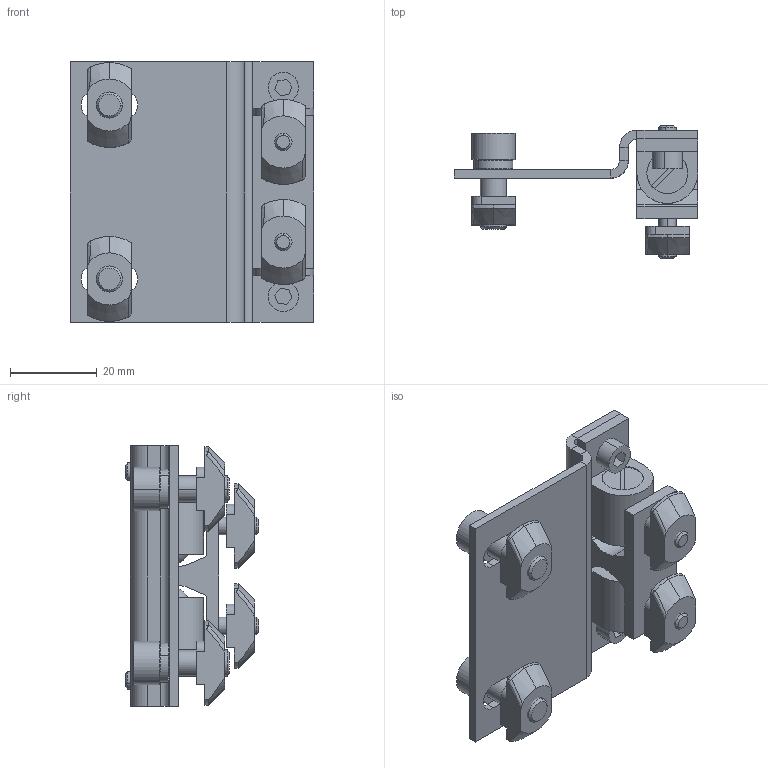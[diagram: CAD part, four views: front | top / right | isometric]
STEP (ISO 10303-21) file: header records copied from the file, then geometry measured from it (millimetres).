
FILE_DESCRIPTION (( 'STEP AP214' ), '1' );
FILE_NAME ('SNSD.30.50.89. Çàùåëêà ìåõàíè÷åñêàÿ øàðèêîâàÿ 30õ40(B73).STEP', '2014-12-15T11:46:25', ( 'XTreme.ws' ), ( 'XTreme.ws' ), 'SwSTEP 2.0', 'SolidWorks 2014', '' );
FILE_SCHEMA (( 'AUTOMOTIVE_DESIGN' ));
Length unit declared in the file: millimetre
Products named in the file (10): B66SNSD.30.50.85. Êîðïóñ øàðèêîâ(B59)B62B73_00; B66SNSD.30.50.85. Êîðïóñ çàùåëêè(B59)B62B73_00; SNSD.30.50.89. Çàùåëêà ìåõàíè÷åñêàÿ øàðèêîâàÿ 30õ40(B73); B66SNSD.30.50.58. Ñóõàðü ïàç 10, M4(B59)B62B73_00; B66SNSD.30.50.85. 鎔艜 碨闅骫(B59)B62B73_00; B66SNSD.30.50.85. Çàùåëêà(B59)B62B73_00; B66SNSD.30.50.58. Ñóõàðü ïàç 10, M6(B59)B62B73_00; B66SNSD.30.50.85. 鏢鍒歑(B59)B62B73_00; B66SNSD.30.50.85. 鎔艜 M6x20(B59)B62B73_00; B66SNSD.30.50.85. 鎔艜 M4x10(B59)B62B73_00
Assembly tree (15 placements, depth 2):
  SNSD.30.50.89. Çàùåëêà ìåõàíè÷åñêàÿ øàðèêîâàÿ 30õ40(B73)
    B66SNSD.30.50.85. Êîðïóñ çàùåëêè(B59)B62B73_00
    B66SNSD.30.50.85. Êîðïóñ øàðèêîâ(B59)B62B73_00
    B66SNSD.30.50.85. 鎔艜 M4x10(B59)B62B73_00  x2
    B66SNSD.30.50.85. 鎔艜 M6x20(B59)B62B73_00  x2
    B66SNSD.30.50.85. 鏢鍒歑(B59)B62B73_00  x2
    B66SNSD.30.50.58. Ñóõàðü ïàç 10, M6(B59)B62B73_00  x2
    B66SNSD.30.50.85. Çàùåëêà(B59)B62B73_00
    B66SNSD.30.50.85. 鎔艜 碨闅骫(B59)B62B73_00  x2
    B66SNSD.30.50.58. Ñóõàðü ïàç 10, M4(B59)B62B73_00  x2
Bounding box: 56 x 30.7 x 60 mm (x, y, z)
Volume: 21710 mm3; surface area: 18290.5 mm2
Topology: 15 solids, 15 shells, 343 faces, 817 edges, 520 vertices
Faces by surface type: plane 160, cylinder 107, cone 60, bspline 12, sphere 4
Entity records: 7597 total; most frequent: CARTESIAN_POINT 1530, DIRECTION 1191, ORIENTED_EDGE 1106, EDGE_CURVE 553, AXIS2_PLACEMENT_3D 431, VERTEX_POINT 350, LINE 329, VECTOR 329
